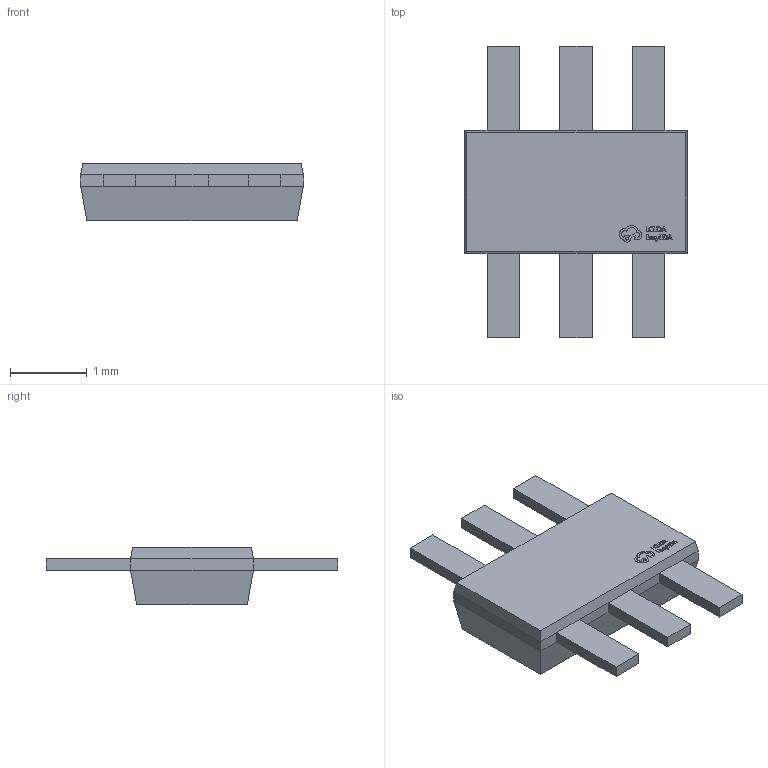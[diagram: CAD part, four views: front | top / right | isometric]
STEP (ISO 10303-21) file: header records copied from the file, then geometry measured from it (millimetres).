
FILE_DESCRIPTION (( 'STEP AP214' ), '1' );
FILE_NAME ('TS826_L2.9-W1.6-P0.95-LS3.8-BL-EP.step', '2022-08-04T09:12:57', ( '' ), ( '' ), 'SwSTEP 2.0', 'SolidWorks 2020', '' );
FILE_SCHEMA (( 'AUTOMOTIVE_DESIGN' ));
Length unit declared in the file: millimetre
Products named in the file (1): TS826_L2.9-W1.6-P0.95-LS3.8-BL-EP
Bounding box: 2.9 x 3.8 x 0.75 mm (x, y, z)
Volume: 3.7 mm3; surface area: 22.6 mm2
Topology: 14 solids, 14 shells, 281 faces, 727 edges, 474 vertices
Faces by surface type: plane 183, bspline 98
Entity records: 11893 total; most frequent: CARTESIAN_POINT 2789, ORIENTED_EDGE 1454, DIRECTION 895, EDGE_CURVE 727, LINE 527, VECTOR 527, VERTEX_POINT 474, EDGE_LOOP 293
